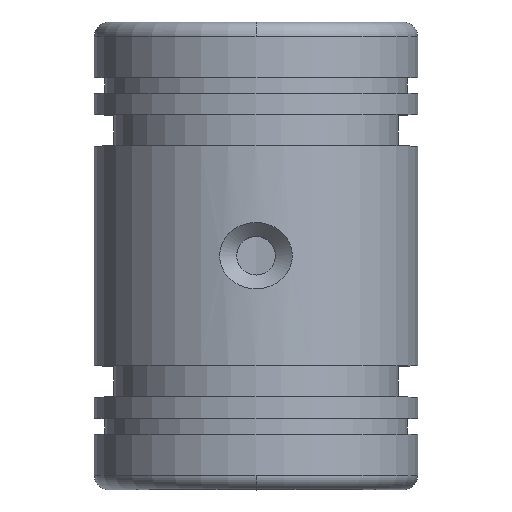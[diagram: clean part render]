
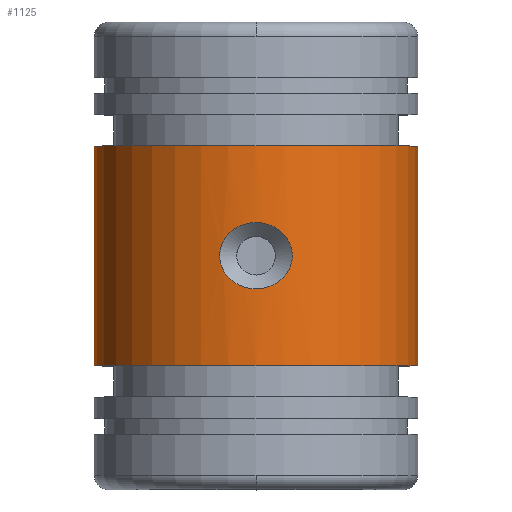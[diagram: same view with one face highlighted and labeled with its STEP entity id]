
A CAD part, top view. The second image highlights one B-rep face of the part: STEP entity #1125.
In plain terms, the highlighted cylindrical face has radius 19.968 mm (diameter 39.936 mm), a partial arc.
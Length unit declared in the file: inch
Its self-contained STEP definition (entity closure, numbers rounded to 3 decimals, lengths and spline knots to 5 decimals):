
#1041=CARTESIAN_POINT('',(0.,0.1764,0.0));
#1042=DIRECTION('',(0.,-1.0,0.0));
#1043=DIRECTION('',(1.0,0.0,0.0));
#1044=AXIS2_PLACEMENT_3D('',#1041,#1042,#1043);
#1045=CYLINDRICAL_SURFACE('',#1044,0.78615);
#1046=CARTESIAN_POINT('',(0.78615,0.71105,0.0));
#1047=VERTEX_POINT('',#1046);
#1048=CARTESIAN_POINT('',(0.78615,-0.35825,0.0));
#1049=VERTEX_POINT('',#1048);
#1050=CARTESIAN_POINT('',(0.78615,0.71105,0.0));
#1051=DIRECTION('',(0.0,-1.0,0.0));
#1052=VECTOR('',#1051,1.0693);
#1053=LINE('',#1050,#1052);
#1054=EDGE_CURVE('',#1047,#1049,#1053,.T.);
#1055=ORIENTED_EDGE('',*,*,#1054,.F.);
#1056=CARTESIAN_POINT('',(-0.78615,0.71105,0.));
#1057=VERTEX_POINT('',#1056);
#1058=CARTESIAN_POINT('',(0.,0.71105,0.0));
#1059=DIRECTION('',(0.0,-1.0,0.0));
#1060=DIRECTION('',(1.0,0.0,0.0));
#1061=AXIS2_PLACEMENT_3D('',#1058,#1059,#1060);
#1062=CIRCLE('',#1061,0.78615);
#1063=EDGE_CURVE('',#1047,#1057,#1062,.T.);
#1064=ORIENTED_EDGE('',*,*,#1063,.T.);
#1065=CARTESIAN_POINT('',(-0.78615,-0.35825,0.));
#1066=VERTEX_POINT('',#1065);
#1067=CARTESIAN_POINT('',(-0.78615,-0.35825,0.));
#1068=DIRECTION('',(0.0,1.0,0.0));
#1069=VECTOR('',#1068,1.0693);
#1070=LINE('',#1067,#1069);
#1071=EDGE_CURVE('',#1066,#1057,#1070,.T.);
#1072=ORIENTED_EDGE('',*,*,#1071,.F.);
#1073=CARTESIAN_POINT('',(0.,-0.35825,0.0));
#1074=DIRECTION('',(0.0,-1.0,0.0));
#1075=DIRECTION('',(1.0,0.0,0.0));
#1076=AXIS2_PLACEMENT_3D('',#1073,#1074,#1075);
#1077=CIRCLE('',#1076,0.78615);
#1078=EDGE_CURVE('',#1049,#1066,#1077,.T.);
#1079=ORIENTED_EDGE('',*,*,#1078,.F.);
#1080=EDGE_LOOP('',(#1055,#1064,#1072,#1079));
#1081=FACE_OUTER_BOUND('',#1080,.T.);
#1082=CARTESIAN_POINT('',(-0.17658,0.1764,0.76606));
#1083=VERTEX_POINT('',#1082);
#1084=CARTESIAN_POINT('',(-0.17658,0.1764,0.76606));
#1085=CARTESIAN_POINT('',(-0.17658,0.19076,0.76606));
#1086=CARTESIAN_POINT('',(-0.17517,0.20523,0.76642));
#1087=CARTESIAN_POINT('',(-0.16178,0.24423,0.76935));
#1088=CARTESIAN_POINT('',(-0.14961,0.26549,0.77199));
#1089=CARTESIAN_POINT('',(-0.11444,0.30167,0.77798));
#1090=CARTESIAN_POINT('',(-0.09176,0.31613,0.78111));
#1091=CARTESIAN_POINT('',(-0.04631,0.33377,0.78512));
#1092=CARTESIAN_POINT('',(-0.02313,0.33779,0.78615));
#1093=CARTESIAN_POINT('',(0.02313,0.33779,0.78615));
#1094=CARTESIAN_POINT('',(0.04628,0.33357,0.78508));
#1095=CARTESIAN_POINT('',(0.08895,0.31741,0.78139));
#1096=CARTESIAN_POINT('',(0.10844,0.3055,0.77881));
#1097=CARTESIAN_POINT('',(0.14103,0.27577,0.77357));
#1098=CARTESIAN_POINT('',(0.15413,0.25796,0.77095));
#1099=CARTESIAN_POINT('',(0.17194,0.21884,0.76717));
#1100=CARTESIAN_POINT('',(0.17658,0.19761,0.76606));
#1101=CARTESIAN_POINT('',(0.17658,0.1552,0.76606));
#1102=CARTESIAN_POINT('',(0.17194,0.13397,0.76717));
#1103=CARTESIAN_POINT('',(0.15413,0.09485,0.77095));
#1104=CARTESIAN_POINT('',(0.14103,0.07704,0.77357));
#1105=CARTESIAN_POINT('',(0.10844,0.04731,0.77881));
#1106=CARTESIAN_POINT('',(0.08895,0.0354,0.78139));
#1107=CARTESIAN_POINT('',(0.04628,0.01923,0.78508));
#1108=CARTESIAN_POINT('',(0.02313,0.01502,0.78615));
#1109=CARTESIAN_POINT('',(-0.02313,0.01502,0.78615));
#1110=CARTESIAN_POINT('',(-0.04631,0.01904,0.78512));
#1111=CARTESIAN_POINT('',(-0.08607,0.03448,0.78161));
#1112=CARTESIAN_POINT('',(-0.10309,0.04411,0.77951));
#1113=CARTESIAN_POINT('',(-0.12912,0.06546,0.77556));
#1114=CARTESIAN_POINT('',(-0.13896,0.07596,0.77381));
#1115=CARTESIAN_POINT('',(-0.15898,0.10343,0.77));
#1116=CARTESIAN_POINT('',(-0.16694,0.12139,0.76823));
#1117=CARTESIAN_POINT('',(-0.17554,0.15262,0.76631));
#1118=CARTESIAN_POINT('',(-0.17658,0.16429,0.76606));
#1119=CARTESIAN_POINT('',(-0.17658,0.1764,0.76606));
#1120=B_SPLINE_CURVE_WITH_KNOTS('',3,(#1084,#1085,#1086,#1087,#1088,#1089,#1090,#1091,#1092,#1093,#1094,#1095,#1096,#1097,#1098,#1099,#1100,#1101,#1102,#1103,#1104,#1105,#1106,#1107,#1108,#1109,#1110,#1111,#1112,#1113,#1114,#1115,#1116,#1117,#1118,#1119),.UNSPECIFIED.,.T.,.U.,(4,2,2,2,2,2,2,2,2,2,2,2,2,2,2,2,2,4),(0.0,0.1596,0.31921,0.47881,0.63842,0.79802,0.95763,1.11723,1.27683,1.43644,1.59604,1.75565,1.91525,2.07485,2.19456,2.28434,2.419,2.55367),.UNSPECIFIED.);
#1121=EDGE_CURVE('',#1083,#1083,#1120,.F.);
#1122=ORIENTED_EDGE('',*,*,#1121,.F.);
#1123=EDGE_LOOP('',(#1122));
#1124=FACE_BOUND('',#1123,.T.);
#1125=ADVANCED_FACE('',(#1081,#1124),#1045,.T.);
